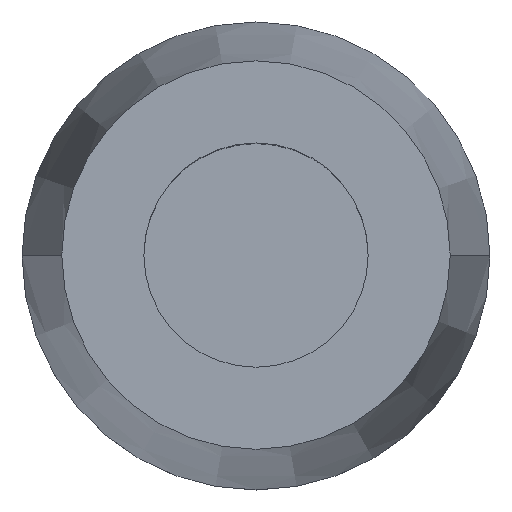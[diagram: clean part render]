
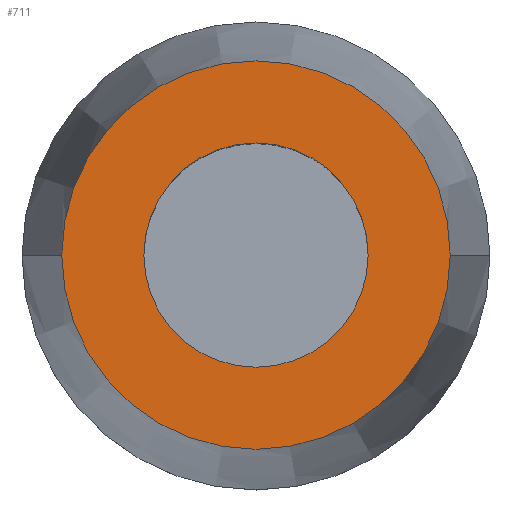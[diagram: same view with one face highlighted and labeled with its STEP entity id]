
A CAD part, top view. The second image highlights one B-rep face of the part: STEP entity #711.
In plain terms, the highlighted planar face has unit normal (0, 0, 1).
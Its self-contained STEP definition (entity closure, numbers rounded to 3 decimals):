
#9 = DIRECTION ( 'NONE',  ( 0., 0., -1. ) ) ;
#36 = CARTESIAN_POINT ( 'NONE',  ( 0., 22., 101.6 ) ) ;
#68 = ORIENTED_EDGE ( 'NONE', *, *, #655, .T. ) ;
#88 = CIRCLE ( 'NONE', #1005, 22. ) ;
#99 = EDGE_CURVE ( 'NONE', #1049, #1209, #88, .T. ) ;
#116 = CARTESIAN_POINT ( 'NONE',  ( 22., 0., 101.6 ) ) ;
#205 = AXIS2_PLACEMENT_3D ( 'NONE', #208, #9, #930 ) ;
#208 = CARTESIAN_POINT ( 'NONE',  ( 0., 0., 101.6 ) ) ;
#231 = CARTESIAN_POINT ( 'NONE',  ( -22., 0., 101.6 ) ) ;
#232 = ORIENTED_EDGE ( 'NONE', *, *, #420, .T. ) ;
#255 = EDGE_CURVE ( 'NONE', #1209, #1049, #1184, .T. ) ;
#351 = CARTESIAN_POINT ( 'NONE',  ( 0., 0., 101.6 ) ) ;
#355 = DIRECTION ( 'NONE',  ( -1., 0., 0. ) ) ;
#359 = EDGE_LOOP ( 'NONE', ( #426, #468 ) ) ;
#384 = AXIS2_PLACEMENT_3D ( 'NONE', #582, #982, #1092 ) ;
#411 = CARTESIAN_POINT ( 'NONE',  ( 0., -12.7, 101.6 ) ) ;
#420 = EDGE_CURVE ( 'NONE', #1087, #432, #973, .T. ) ;
#426 = ORIENTED_EDGE ( 'NONE', *, *, #255, .F. ) ;
#431 = AXIS2_PLACEMENT_3D ( 'NONE', #1200, #804, #1093 ) ;
#432 = VERTEX_POINT ( 'NONE', #1306 ) ;
#468 = ORIENTED_EDGE ( 'NONE', *, *, #99, .F. ) ;
#582 = CARTESIAN_POINT ( 'NONE',  ( 0., 0., 101.6 ) ) ;
#655 = EDGE_CURVE ( 'NONE', #432, #1087, #775, .T. ) ;
#711 = ADVANCED_FACE ( 'NONE', ( #734, #1098 ), #856, .T. ) ;
#734 = FACE_BOUND ( 'NONE', #1050, .T. ) ;
#775 = CIRCLE ( 'NONE', #205, 12.7 ) ;
#804 = DIRECTION ( 'NONE',  ( 0., 0., -1. ) ) ;
#856 = PLANE ( 'NONE',  #1322 ) ;
#930 = DIRECTION ( 'NONE',  ( 0., 1., 0. ) ) ;
#946 = DIRECTION ( 'NONE',  ( 0., 0., 1. ) ) ;
#973 = CIRCLE ( 'NONE', #384, 12.7 ) ;
#982 = DIRECTION ( 'NONE',  ( 0., 0., -1. ) ) ;
#1005 = AXIS2_PLACEMENT_3D ( 'NONE', #351, #1286, #355 ) ;
#1049 = VERTEX_POINT ( 'NONE', #116 ) ;
#1050 = EDGE_LOOP ( 'NONE', ( #68, #232 ) ) ;
#1087 = VERTEX_POINT ( 'NONE', #411 ) ;
#1092 = DIRECTION ( 'NONE',  ( 0., 1., 0. ) ) ;
#1093 = DIRECTION ( 'NONE',  ( -1., 0., 0. ) ) ;
#1098 = FACE_OUTER_BOUND ( 'NONE', #359, .T. ) ;
#1184 = CIRCLE ( 'NONE', #431, 22. ) ;
#1200 = CARTESIAN_POINT ( 'NONE',  ( 0., 0., 101.6 ) ) ;
#1209 = VERTEX_POINT ( 'NONE', #231 ) ;
#1275 = DIRECTION ( 'NONE',  ( 1., 0., 0. ) ) ;
#1286 = DIRECTION ( 'NONE',  ( 0., 0., -1. ) ) ;
#1306 = CARTESIAN_POINT ( 'NONE',  ( 0., 12.7, 101.6 ) ) ;
#1322 = AXIS2_PLACEMENT_3D ( 'NONE', #36, #946, #1275 ) ;
